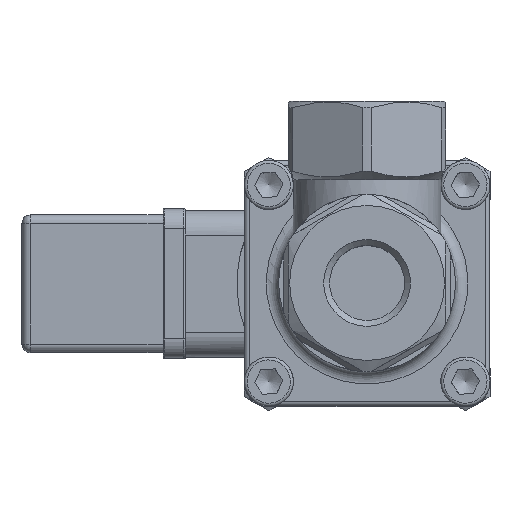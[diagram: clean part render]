
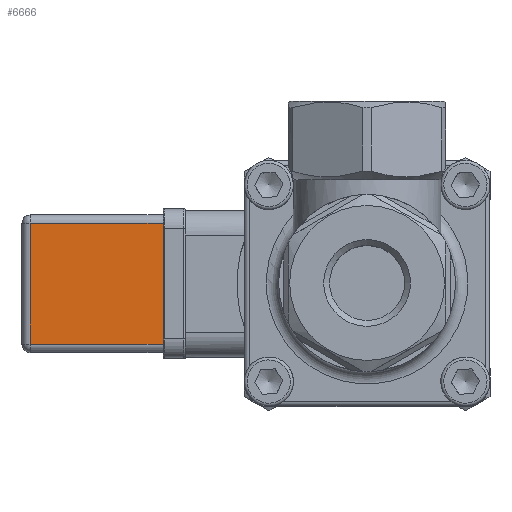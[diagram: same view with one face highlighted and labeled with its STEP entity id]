
A CAD part, top view. The second image highlights one B-rep face of the part: STEP entity #6666.
In plain terms, the highlighted planar face has unit normal (0, 0, 1).
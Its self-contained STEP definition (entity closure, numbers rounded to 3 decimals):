
#401=PLANE('',#7354);
#787=FACE_OUTER_BOUND('',#1179,.T.);
#1179=EDGE_LOOP('',(#5630,#5631,#5632,#5633));
#1885=LINE('',#11324,#2338);
#1978=LINE('',#11670,#2431);
#1979=LINE('',#11672,#2432);
#1981=LINE('',#11675,#2434);
#2338=VECTOR('',#8738,10.);
#2431=VECTOR('',#9053,10.);
#2432=VECTOR('',#9056,10.);
#2434=VECTOR('',#9060,10.);
#2987=VERTEX_POINT('',#11321);
#2988=VERTEX_POINT('',#11323);
#3049=VERTEX_POINT('',#11660);
#3050=VERTEX_POINT('',#11664);
#3797=EDGE_CURVE('',#2988,#2987,#1885,.T.);
#3932=EDGE_CURVE('',#2988,#3050,#1978,.T.);
#3933=EDGE_CURVE('',#3050,#3049,#1979,.T.);
#3935=EDGE_CURVE('',#3049,#2987,#1981,.T.);
#5630=ORIENTED_EDGE('',*,*,#3797,.T.);
#5631=ORIENTED_EDGE('',*,*,#3935,.F.);
#5632=ORIENTED_EDGE('',*,*,#3933,.F.);
#5633=ORIENTED_EDGE('',*,*,#3932,.F.);
#6666=ADVANCED_FACE('',(#787),#401,.T.);
#7354=AXIS2_PLACEMENT_3D('',#11679,#9066,#9067);
#8738=DIRECTION('',(0.,1.,0.));
#9053=DIRECTION('',(-1.,0.,0.));
#9056=DIRECTION('',(0.,1.,0.));
#9060=DIRECTION('',(1.,0.,0.));
#9066=DIRECTION('center_axis',(0.,0.,1.));
#9067=DIRECTION('ref_axis',(-1.,0.,0.));
#11321=CARTESIAN_POINT('',(-41.5,12.3,-38.));
#11323=CARTESIAN_POINT('',(-41.5,-12.3,-38.));
#11324=CARTESIAN_POINT('',(-41.5,-7.,-38.));
#11660=CARTESIAN_POINT('',(-68.5,12.3,-38.));
#11664=CARTESIAN_POINT('',(-68.5,-12.3,-38.));
#11670=CARTESIAN_POINT('',(-70.2,-12.3,-38.));
#11672=CARTESIAN_POINT('',(-68.5,-7.,-38.));
#11675=CARTESIAN_POINT('',(-70.2,12.3,-38.));
#11679=CARTESIAN_POINT('Origin',(-70.2,-14.,-38.));
